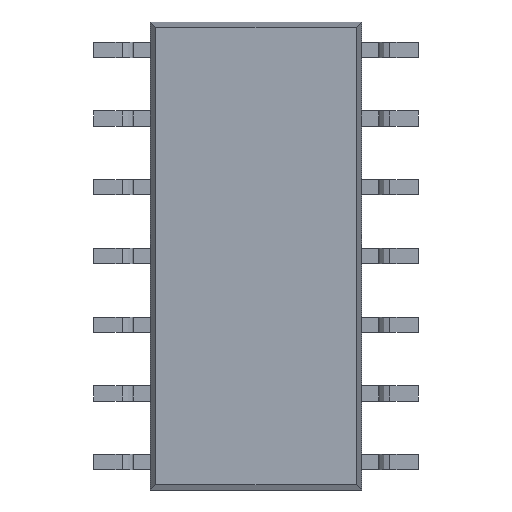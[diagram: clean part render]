
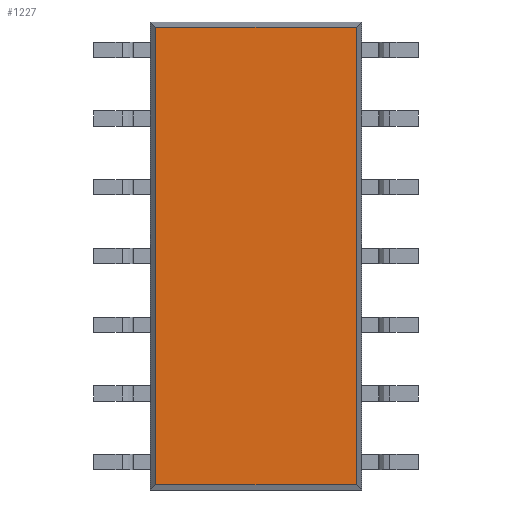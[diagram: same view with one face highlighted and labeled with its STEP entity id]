
A CAD part, front view. The second image highlights one B-rep face of the part: STEP entity #1227.
In plain terms, the highlighted planar face has unit normal (0, -1, 0).
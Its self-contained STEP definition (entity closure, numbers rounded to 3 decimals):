
#1085 = VERTEX_POINT('',#1086);
#1086 = CARTESIAN_POINT('',(1.856,0.172,4.231));
#1092 = EDGE_CURVE('',#1085,#1093,#1095,.T.);
#1093 = VERTEX_POINT('',#1094);
#1094 = CARTESIAN_POINT('',(1.856,0.172,-4.231));
#1095 = LINE('',#1096,#1097);
#1096 = CARTESIAN_POINT('',(1.856,0.172,9.71));
#1097 = VECTOR('',#1098,1.);
#1098 = DIRECTION('',(0.,0.,-1.));
#1208 = EDGE_CURVE('',#1093,#1209,#1211,.T.);
#1209 = VERTEX_POINT('',#1210);
#1210 = CARTESIAN_POINT('',(-1.856,0.172,-4.231));
#1211 = LINE('',#1212,#1213);
#1212 = CARTESIAN_POINT('',(9.71,0.172,-4.231));
#1213 = VECTOR('',#1214,1.);
#1214 = DIRECTION('',(-1.,0.,0.));
#1227 = ADVANCED_FACE('',(#1228),#1246,.F.);
#1228 = FACE_BOUND('',#1229,.F.);
#1229 = EDGE_LOOP('',(#1230,#1238,#1239,#1240));
#1230 = ORIENTED_EDGE('',*,*,#1231,.F.);
#1231 = EDGE_CURVE('',#1085,#1232,#1234,.T.);
#1232 = VERTEX_POINT('',#1233);
#1233 = CARTESIAN_POINT('',(-1.856,0.172,4.231));
#1234 = LINE('',#1235,#1236);
#1235 = CARTESIAN_POINT('',(9.71,0.172,4.231));
#1236 = VECTOR('',#1237,1.);
#1237 = DIRECTION('',(-1.,0.,0.));
#1238 = ORIENTED_EDGE('',*,*,#1092,.T.);
#1239 = ORIENTED_EDGE('',*,*,#1208,.T.);
#1240 = ORIENTED_EDGE('',*,*,#1241,.F.);
#1241 = EDGE_CURVE('',#1232,#1209,#1242,.T.);
#1242 = LINE('',#1243,#1244);
#1243 = CARTESIAN_POINT('',(-1.856,0.172,9.71));
#1244 = VECTOR('',#1245,1.);
#1245 = DIRECTION('',(0.,0.,-1.));
#1246 = PLANE('',#1247);
#1247 = AXIS2_PLACEMENT_3D('',#1248,#1249,#1250);
#1248 = CARTESIAN_POINT('',(0.,0.172,0.));
#1249 = DIRECTION('',(0.,1.,0.));
#1250 = DIRECTION('',(0.,0.,1.));
